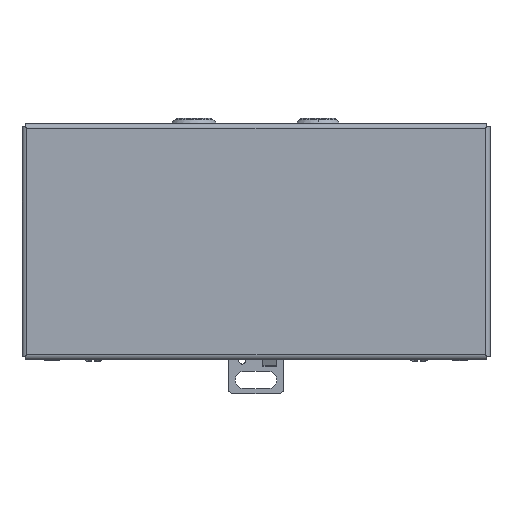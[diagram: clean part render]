
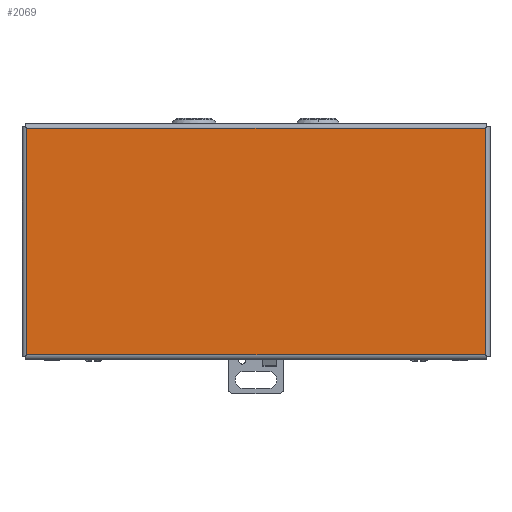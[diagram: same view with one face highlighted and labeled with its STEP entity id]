
A CAD part, top view. The second image highlights one B-rep face of the part: STEP entity #2069.
In plain terms, the highlighted planar face has unit normal (0, 0, 1).
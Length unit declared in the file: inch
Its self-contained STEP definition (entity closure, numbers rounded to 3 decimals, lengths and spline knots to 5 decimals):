
#691 = EDGE_CURVE ( 'NONE', #2798, #6131, #12832, .T. ) ;
#1216 = DIRECTION ( 'NONE',  ( -1., 0., 0. ) ) ;
#1487 = VECTOR ( 'NONE', #11241, 39.37008 ) ;
#2069 = ADVANCED_FACE ( 'NONE', ( #8142 ), #12983, .T. ) ;
#2798 = VERTEX_POINT ( 'NONE', #10700 ) ;
#2833 = ORIENTED_EDGE ( 'NONE', *, *, #12916, .F. ) ;
#3427 = LINE ( 'NONE', #7226, #15501 ) ;
#3705 = VERTEX_POINT ( 'NONE', #5165 ) ;
#3892 = CARTESIAN_POINT ( 'NONE',  ( 4.1585, -4.135, 6.0285 ) ) ;
#4020 = ORIENTED_EDGE ( 'NONE', *, *, #691, .F. ) ;
#4055 = VECTOR ( 'NONE', #14599, 39.37008 ) ;
#4411 = EDGE_LOOP ( 'NONE', ( #4420, #2833, #4020, #5439 ) ) ;
#4420 = ORIENTED_EDGE ( 'NONE', *, *, #14484, .F. ) ;
#4671 = DIRECTION ( 'NONE',  ( -1., 0., 0. ) ) ;
#5165 = CARTESIAN_POINT ( 'NONE',  ( -4.1585, -0.029, 6.0285 ) ) ;
#5439 = ORIENTED_EDGE ( 'NONE', *, *, #9342, .F. ) ;
#6131 = VERTEX_POINT ( 'NONE', #3892 ) ;
#6618 = CARTESIAN_POINT ( 'NONE',  ( -4.1585, -4.135, 6.0285 ) ) ;
#7226 = CARTESIAN_POINT ( 'NONE',  ( 4.1585, -4.135, 6.0285 ) ) ;
#7585 = CARTESIAN_POINT ( 'NONE',  ( -4.1585, -4.135, 6.0285 ) ) ;
#8006 = DIRECTION ( 'NONE',  ( 0., -1., 0. ) ) ;
#8142 = FACE_OUTER_BOUND ( 'NONE', #4411, .T. ) ;
#8871 = VECTOR ( 'NONE', #8006, 39.37008 ) ;
#9194 = CARTESIAN_POINT ( 'NONE',  ( 4.1585, -0.029, 6.0285 ) ) ;
#9342 = EDGE_CURVE ( 'NONE', #3705, #2798, #13180, .T. ) ;
#10700 = CARTESIAN_POINT ( 'NONE',  ( 4.1585, -0.029, 6.0285 ) ) ;
#10760 = CARTESIAN_POINT ( 'NONE',  ( 4.1585, -0.029, 6.0285 ) ) ;
#11241 = DIRECTION ( 'NONE',  ( 0., 1., 0. ) ) ;
#12074 = VERTEX_POINT ( 'NONE', #6618 ) ;
#12264 = LINE ( 'NONE', #7585, #1487 ) ;
#12832 = LINE ( 'NONE', #9194, #8871 ) ;
#12916 = EDGE_CURVE ( 'NONE', #6131, #12074, #3427, .T. ) ;
#12983 = PLANE ( 'NONE',  #13508 ) ;
#13094 = CARTESIAN_POINT ( 'NONE',  ( -4.1585, -0.029, 6.0285 ) ) ;
#13180 = LINE ( 'NONE', #13094, #4055 ) ;
#13508 = AXIS2_PLACEMENT_3D ( 'NONE', #10760, #15576, #4671 ) ;
#14484 = EDGE_CURVE ( 'NONE', #12074, #3705, #12264, .T. ) ;
#14599 = DIRECTION ( 'NONE',  ( 1., 0., 0. ) ) ;
#15501 = VECTOR ( 'NONE', #1216, 39.37008 ) ;
#15576 = DIRECTION ( 'NONE',  ( 0., 0., 1. ) ) ;
